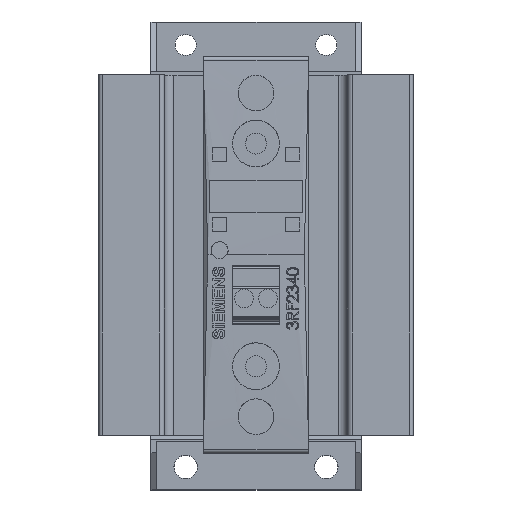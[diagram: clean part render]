
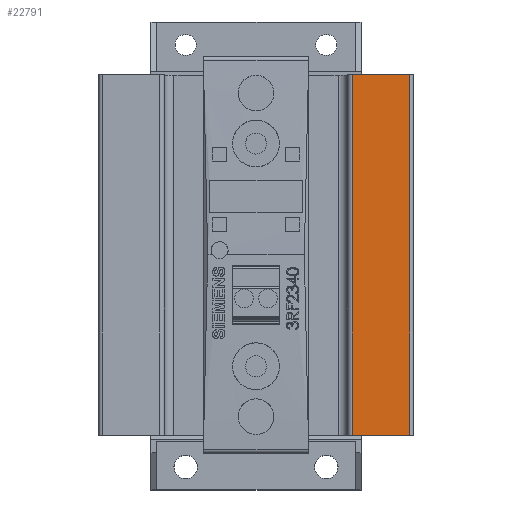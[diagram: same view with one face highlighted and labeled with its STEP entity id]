
A CAD part, top view. The second image highlights one B-rep face of the part: STEP entity #22791.
In plain terms, the highlighted planar face has unit normal (0, 0, 1).
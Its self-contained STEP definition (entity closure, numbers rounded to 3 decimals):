
#14187 = DIRECTION ( 'NONE',  ( 0., -1., 0. ) ) ;
#14188 = VECTOR ( 'NONE', #14187, 1000. ) ;
#14191 = CARTESIAN_POINT ( 'NONE',  ( 17.219, 140.681, -20.29 ) ) ;
#14193 = LINE ( 'NONE', #14191, #14188 ) ;
#14236 = CARTESIAN_POINT ( 'NONE',  ( 4.919, -7.917, -20.29 ) ) ;
#14237 = DIRECTION ( 'NONE',  ( 1., 0., 0. ) ) ;
#14238 = DIRECTION ( 'NONE',  ( 0., 0., 1. ) ) ;
#14239 = CARTESIAN_POINT ( 'NONE',  ( 17.219, 140.681, -20.29 ) ) ;
#14240 = AXIS2_PLACEMENT_3D ( 'NONE', #14239, #14238, #14237 ) ;
#14241 = PLANE ( 'NONE',  #14240 ) ;
#14244 = FACE_OUTER_BOUND ( 'NONE', #22792, .T. ) ;
#14393 = VECTOR ( 'NONE', #14501, 1000. ) ;
#14395 = CARTESIAN_POINT ( 'NONE',  ( 17.219, -84.717, -20.29 ) ) ;
#14396 = LINE ( 'NONE', #14395, #14393 ) ;
#14400 = CARTESIAN_POINT ( 'NONE',  ( 4.919, -84.717, -20.29 ) ) ;
#14401 = DIRECTION ( 'NONE',  ( 0., -1., 0. ) ) ;
#14403 = VECTOR ( 'NONE', #14401, 1000. ) ;
#14404 = CARTESIAN_POINT ( 'NONE',  ( 4.919, 140.681, -20.29 ) ) ;
#14405 = LINE ( 'NONE', #14404, #14403 ) ;
#14408 = CARTESIAN_POINT ( 'NONE',  ( 17.219, -7.917, -20.29 ) ) ;
#14409 = DIRECTION ( 'NONE',  ( 1., 0., 0. ) ) ;
#14410 = VECTOR ( 'NONE', #14409, 1000. ) ;
#14411 = CARTESIAN_POINT ( 'NONE',  ( 17.219, -7.917, -20.29 ) ) ;
#14413 = LINE ( 'NONE', #14411, #14410 ) ;
#14500 = CARTESIAN_POINT ( 'NONE',  ( 17.219, -84.717, -20.29 ) ) ;
#14501 = DIRECTION ( 'NONE',  ( -1., 0., 0. ) ) ;
#22774 = EDGE_CURVE ( 'NONE', #22847, #22853, #14193, .T. ) ;
#22791 = ADVANCED_FACE ( 'NONE', ( #14244 ), #14241, .T. ) ;
#22792 = EDGE_LOOP ( 'NONE', ( #22845, #22848, #22851, #22854 ) ) ;
#22793 = VERTEX_POINT ( 'NONE', #14236 ) ;
#22845 = ORIENTED_EDGE ( 'NONE', *, *, #22846, .F. ) ;
#22846 = EDGE_CURVE ( 'NONE', #22793, #22847, #14413, .T. ) ;
#22847 = VERTEX_POINT ( 'NONE', #14408 ) ;
#22848 = ORIENTED_EDGE ( 'NONE', *, *, #22849, .T. ) ;
#22849 = EDGE_CURVE ( 'NONE', #22793, #22850, #14405, .T. ) ;
#22850 = VERTEX_POINT ( 'NONE', #14400 ) ;
#22851 = ORIENTED_EDGE ( 'NONE', *, *, #22852, .F. ) ;
#22852 = EDGE_CURVE ( 'NONE', #22853, #22850, #14396, .T. ) ;
#22853 = VERTEX_POINT ( 'NONE', #14500 ) ;
#22854 = ORIENTED_EDGE ( 'NONE', *, *, #22774, .F. ) ;
